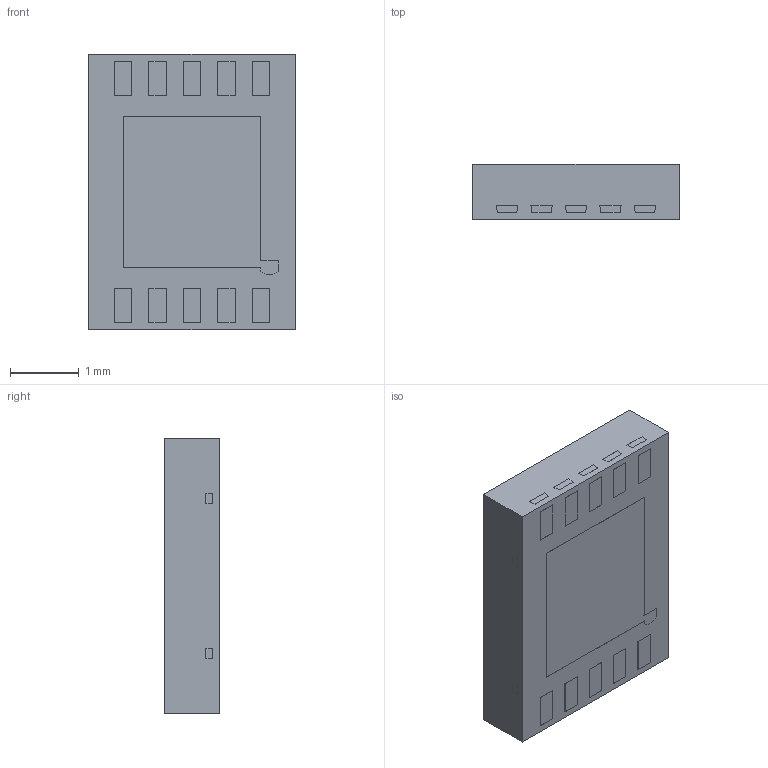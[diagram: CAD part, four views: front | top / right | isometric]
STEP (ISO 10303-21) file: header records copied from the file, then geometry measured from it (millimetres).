
FILE_DESCRIPTION((''),'2;1');
FILE_NAME('LDA10B_ASM','2012-02-09T',('CKXSSC'),(''),'PRO/ENGINEER BY PARAMETRIC TECHNOLOGY CORPORATION, 2011220','PRO/ENGINEER BY PARAMETRIC TECHNOLOGY CORPORATION, 2011220','');
FILE_SCHEMA(('AUTOMOTIVE_DESIGN_CC2 { 1 2 10303 214 -1 1 5 2 }'));
Length unit declared in the file: millimetre
Products named in the file (3): BODY_LDA10B; FRAME_LDA10B; LDA10B_ASM
Assembly tree (2 placements, depth 2):
  LDA10B_ASM
    BODY_LDA10B
    FRAME_LDA10B
Bounding box: 3 x 0.8 x 4 mm (x, y, z)
Volume: 9.6 mm3; surface area: 48.5 mm2
Topology: 26 solids, 26 shells, 289 faces, 636 edges, 424 vertices
Faces by surface type: plane 239, cylinder 50
Entity records: 10096 total; most frequent: CARTESIAN_POINT 1622, ORIENTED_EDGE 1272, DIRECTION 1144, PRESENTATION_STYLE_ASSIGNMENT 673, STYLED_ITEM 662, CURVE_STYLE 636, EDGE_CURVE 636, VECTOR 542
